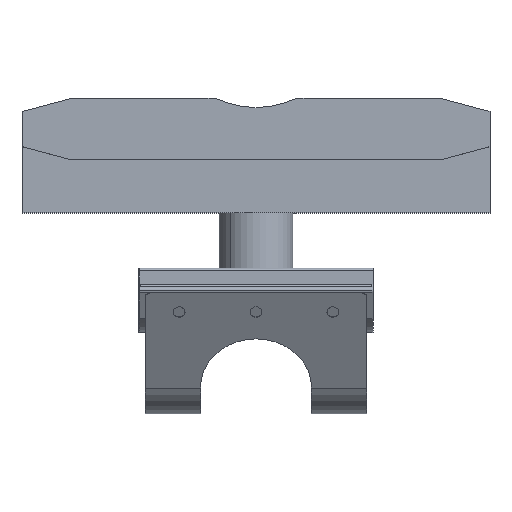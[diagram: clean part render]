
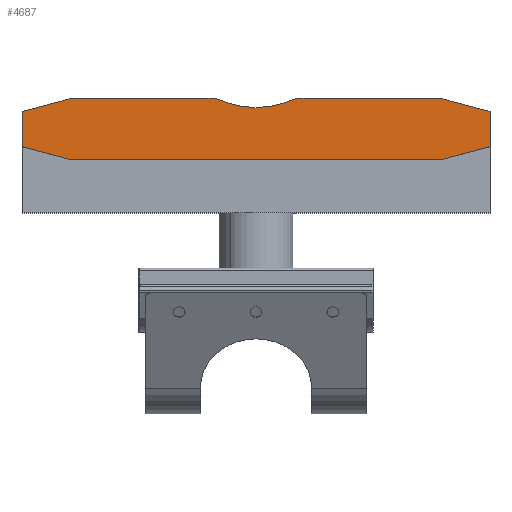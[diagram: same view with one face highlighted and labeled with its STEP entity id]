
A CAD part, top view. The second image highlights one B-rep face of the part: STEP entity #4687.
In plain terms, the highlighted planar face has unit normal (0, 0, 1).
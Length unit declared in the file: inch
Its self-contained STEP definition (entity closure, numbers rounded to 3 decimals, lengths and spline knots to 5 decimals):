
#14 = VECTOR ( 'NONE', #1258, 39.37008 ) ;
#93 = CARTESIAN_POINT ( 'NONE',  ( 0.13095, 0.36614, 0.27559 ) ) ;
#142 = CARTESIAN_POINT ( 'NONE',  ( -0.59055, 0.36614, 0.27559 ) ) ;
#214 = CARTESIAN_POINT ( 'NONE',  ( 0., 0.33661, 0.27559 ) ) ;
#264 = EDGE_CURVE ( 'NONE', #4147, #2516, #4077, .T. ) ;
#404 = LINE ( 'NONE', #1564, #548 ) ;
#416 = VERTEX_POINT ( 'NONE', #93 ) ;
#417 = VECTOR ( 'NONE', #1384, 39.37008 ) ;
#420 = CARTESIAN_POINT ( 'NONE',  ( 0., 0.33661, 0.27559 ) ) ;
#502 = ORIENTED_EDGE ( 'NONE', *, *, #2644, .F. ) ;
#548 = VECTOR ( 'NONE', #1188, 39.37008 ) ;
#552 = B_SPLINE_CURVE_WITH_KNOTS ( 'NONE', 3,
 ( #420, #3210, #3567, #4682, #2315, #1282 ),
 .UNSPECIFIED., .F., .F.,
 ( 4, 2, 4 ),
 ( 0., 0.00171, 0.00341 ),
 .UNSPECIFIED. ) ;
#588 = ORIENTED_EDGE ( 'NONE', *, *, #1770, .T. ) ;
#750 = CARTESIAN_POINT ( 'NONE',  ( -0.74276, 0.36614, 0.27559 ) ) ;
#787 = VECTOR ( 'NONE', #3919, 39.37008 ) ;
#788 = VERTEX_POINT ( 'NONE', #4649 ) ;
#826 = LINE ( 'NONE', #1991, #3865 ) ;
#969 = CARTESIAN_POINT ( 'NONE',  ( 0.59055, 0.36614, 0.27559 ) ) ;
#984 = ORIENTED_EDGE ( 'NONE', *, *, #1634, .T. ) ;
#1038 = CARTESIAN_POINT ( 'NONE',  ( 0.74803, 0.32395, 0.27559 ) ) ;
#1065 = CARTESIAN_POINT ( 'NONE',  ( 0.05624, 0.3421, 0.27559 ) ) ;
#1072 = EDGE_CURVE ( 'NONE', #1574, #1330, #4891, .T. ) ;
#1183 = ORIENTED_EDGE ( 'NONE', *, *, #1072, .F. ) ;
#1188 = DIRECTION ( 'NONE',  ( 0., 1., 0. ) ) ;
#1258 = DIRECTION ( 'NONE',  ( 0.966, 0.259, 0. ) ) ;
#1276 = VECTOR ( 'NONE', #1677, 39.37008 ) ;
#1282 = CARTESIAN_POINT ( 'NONE',  ( -0.13095, 0.36614, 0.27559 ) ) ;
#1330 = VERTEX_POINT ( 'NONE', #2428 ) ;
#1341 = VECTOR ( 'NONE', #4516, 39.37008 ) ;
#1384 = DIRECTION ( 'NONE',  ( 0.966, -0.259, 0. ) ) ;
#1422 = LINE ( 'NONE', #1452, #4374 ) ;
#1452 = CARTESIAN_POINT ( 'NONE',  ( -0.59055, 0.36614, 0.27559 ) ) ;
#1487 = ORIENTED_EDGE ( 'NONE', *, *, #2496, .T. ) ;
#1534 = DIRECTION ( 'NONE',  ( 0., -1., 0. ) ) ;
#1553 = LINE ( 'NONE', #2415, #787 ) ;
#1564 = CARTESIAN_POINT ( 'NONE',  ( -0.74803, 0., 0.27559 ) ) ;
#1574 = VERTEX_POINT ( 'NONE', #3771 ) ;
#1634 = EDGE_CURVE ( 'NONE', #2997, #416, #2676, .T. ) ;
#1677 = DIRECTION ( 'NONE',  ( -0.966, 0.259, 0. ) ) ;
#1764 = VERTEX_POINT ( 'NONE', #3592 ) ;
#1770 = EDGE_CURVE ( 'NONE', #1764, #4776, #826, .T. ) ;
#1872 = CARTESIAN_POINT ( 'NONE',  ( -0.59055, 0.16929, 0.27559 ) ) ;
#1991 = CARTESIAN_POINT ( 'NONE',  ( -0.74276, 0.36614, 0.27559 ) ) ;
#2051 = EDGE_CURVE ( 'NONE', #2516, #788, #1553, .T. ) ;
#2150 = EDGE_CURVE ( 'NONE', #1574, #2997, #3258, .T. ) ;
#2186 = CARTESIAN_POINT ( 'NONE',  ( -0.74803, 0.32395, 0.27559 ) ) ;
#2237 = VECTOR ( 'NONE', #2291, 39.37008 ) ;
#2240 = CARTESIAN_POINT ( 'NONE',  ( -0.74276, 0.36614, 0.27559 ) ) ;
#2250 = CARTESIAN_POINT ( 'NONE',  ( 0.01137, 0.33661, 0.27559 ) ) ;
#2291 = DIRECTION ( 'NONE',  ( -1., 0., 0. ) ) ;
#2315 = CARTESIAN_POINT ( 'NONE',  ( -0.11013, 0.35721, 0.27559 ) ) ;
#2415 = CARTESIAN_POINT ( 'NONE',  ( -0.74276, 0.16929, 0.27559 ) ) ;
#2428 = CARTESIAN_POINT ( 'NONE',  ( 0.74803, 0.21149, 0.27559 ) ) ;
#2438 = CARTESIAN_POINT ( 'NONE',  ( -0.74803, 0.21149, 0.27559 ) ) ;
#2496 = EDGE_CURVE ( 'NONE', #416, #2974, #4589, .T. ) ;
#2516 = VERTEX_POINT ( 'NONE', #1872 ) ;
#2560 = DIRECTION ( 'NONE',  ( -0.966, -0.259, 0. ) ) ;
#2576 = CARTESIAN_POINT ( 'NONE',  ( 0.0452, 0.34007, 0.27559 ) ) ;
#2644 = EDGE_CURVE ( 'NONE', #4147, #4852, #404, .T. ) ;
#2676 = LINE ( 'NONE', #750, #2237 ) ;
#2957 = CARTESIAN_POINT ( 'NONE',  ( 0.11015, 0.35721, 0.27559 ) ) ;
#2967 = ORIENTED_EDGE ( 'NONE', *, *, #3628, .T. ) ;
#2974 = VERTEX_POINT ( 'NONE', #214 ) ;
#2997 = VERTEX_POINT ( 'NONE', #969 ) ;
#3135 = LINE ( 'NONE', #3901, #14 ) ;
#3210 = CARTESIAN_POINT ( 'NONE',  ( -0.02273, 0.33661, 0.27559 ) ) ;
#3258 = LINE ( 'NONE', #1038, #1276 ) ;
#3325 = CARTESIAN_POINT ( 'NONE',  ( 0.13095, 0.36614, 0.27559 ) ) ;
#3349 = CARTESIAN_POINT ( 'NONE',  ( 0.74803, 0., 0.27559 ) ) ;
#3541 = DIRECTION ( 'NONE',  ( -1., 0., 0. ) ) ;
#3567 = CARTESIAN_POINT ( 'NONE',  ( -0.04496, 0.33945, 0.27559 ) ) ;
#3592 = CARTESIAN_POINT ( 'NONE',  ( -0.13095, 0.36614, 0.27559 ) ) ;
#3628 = EDGE_CURVE ( 'NONE', #2974, #1764, #552, .T. ) ;
#3688 = CARTESIAN_POINT ( 'NONE',  ( -0.74803, 0.21149, 0.27559 ) ) ;
#3768 = FACE_OUTER_BOUND ( 'NONE', #3911, .T. ) ;
#3771 = CARTESIAN_POINT ( 'NONE',  ( 0.74803, 0.32395, 0.27559 ) ) ;
#3865 = VECTOR ( 'NONE', #3541, 39.37008 ) ;
#3869 = EDGE_CURVE ( 'NONE', #4776, #4852, #1422, .T. ) ;
#3901 = CARTESIAN_POINT ( 'NONE',  ( 0.74803, 0.21149, 0.27559 ) ) ;
#3911 = EDGE_LOOP ( 'NONE', ( #984, #1487, #2967, #588, #4194, #502, #3984, #4352, #3979, #1183, #4324 ) ) ;
#3919 = DIRECTION ( 'NONE',  ( 1., 0., 0. ) ) ;
#3979 = ORIENTED_EDGE ( 'NONE', *, *, #4731, .T. ) ;
#3984 = ORIENTED_EDGE ( 'NONE', *, *, #264, .T. ) ;
#4077 = LINE ( 'NONE', #3688, #417 ) ;
#4147 = VERTEX_POINT ( 'NONE', #2438 ) ;
#4179 = PLANE ( 'NONE',  #4783 ) ;
#4187 = CARTESIAN_POINT ( 'NONE',  ( 0.02276, 0.33733, 0.27559 ) ) ;
#4194 = ORIENTED_EDGE ( 'NONE', *, *, #3869, .T. ) ;
#4324 = ORIENTED_EDGE ( 'NONE', *, *, #2150, .T. ) ;
#4352 = ORIENTED_EDGE ( 'NONE', *, *, #2051, .T. ) ;
#4374 = VECTOR ( 'NONE', #2560, 39.37008 ) ;
#4515 = CARTESIAN_POINT ( 'NONE',  ( 0., 0.33661, 0.27559 ) ) ;
#4516 = DIRECTION ( 'NONE',  ( 0., -1., 0. ) ) ;
#4544 = CARTESIAN_POINT ( 'NONE',  ( 0.08894, 0.34983, 0.27559 ) ) ;
#4589 = B_SPLINE_CURVE_WITH_KNOTS ( 'NONE', 3,
 ( #3325, #2957, #4544, #1065, #2576, #4187, #2250, #4515 ),
 .UNSPECIFIED., .F., .F.,
 ( 4, 2, 2, 4 ),
 ( -0.00342, -0.00171, -0.00085, 0. ),
 .UNSPECIFIED. ) ;
#4649 = CARTESIAN_POINT ( 'NONE',  ( 0.59055, 0.16929, 0.27559 ) ) ;
#4682 = CARTESIAN_POINT ( 'NONE',  ( -0.08863, 0.34974, 0.27559 ) ) ;
#4687 = ADVANCED_FACE ( 'NONE', ( #3768 ), #4179, .T. ) ;
#4731 = EDGE_CURVE ( 'NONE', #788, #1330, #3135, .T. ) ;
#4776 = VERTEX_POINT ( 'NONE', #142 ) ;
#4783 = AXIS2_PLACEMENT_3D ( 'NONE', #2240, #5009, #1534 ) ;
#4852 = VERTEX_POINT ( 'NONE', #2186 ) ;
#4891 = LINE ( 'NONE', #3349, #1341 ) ;
#5009 = DIRECTION ( 'NONE',  ( 0., 0., 1. ) ) ;
